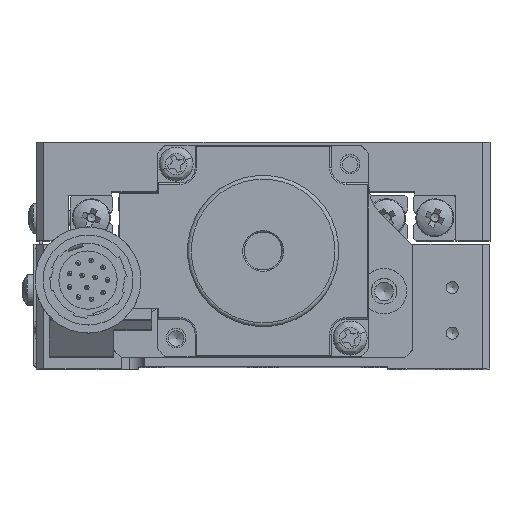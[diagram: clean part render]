
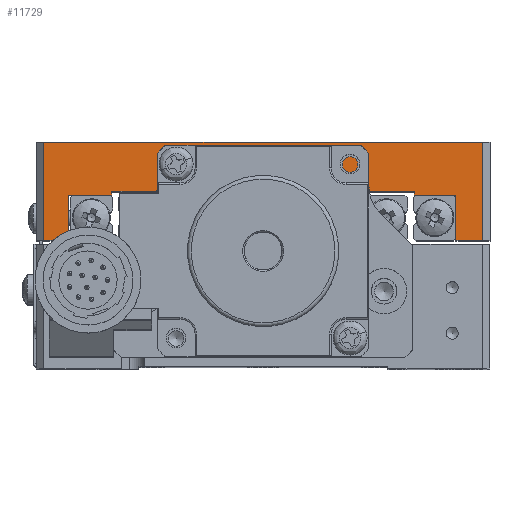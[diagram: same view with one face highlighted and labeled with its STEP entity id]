
A CAD part, top view. The second image highlights one B-rep face of the part: STEP entity #11729.
In plain terms, the highlighted planar face has unit normal (0, 0, 1).
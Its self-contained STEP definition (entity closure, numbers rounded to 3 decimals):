
#17 = DIRECTION ( 'NONE',  ( 0., -1., 0. ) ) ;
#23 = EDGE_CURVE ( 'NONE', #30284, #37971, #17392, .T. ) ;
#289 = CARTESIAN_POINT ( 'NONE',  ( 10., -6.5, 70. ) ) ;
#384 = DIRECTION ( 'NONE',  ( -1., 0., 0. ) ) ;
#405 = VERTEX_POINT ( 'NONE', #8823 ) ;
#510 = VERTEX_POINT ( 'NONE', #9225 ) ;
#569 = LINE ( 'NONE', #15446, #17813 ) ;
#667 = ORIENTED_EDGE ( 'NONE', *, *, #16817, .F. ) ;
#1439 = ORIENTED_EDGE ( 'NONE', *, *, #32663, .T. ) ;
#1578 = CARTESIAN_POINT ( 'NONE',  ( 50., -7., 70. ) ) ;
#2044 = ORIENTED_EDGE ( 'NONE', *, *, #23, .F. ) ;
#2480 = CARTESIAN_POINT ( 'NONE',  ( 59., -13., 70. ) ) ;
#2497 = CARTESIAN_POINT ( 'NONE',  ( 1., 0., 70. ) ) ;
#2511 = DIRECTION ( 'NONE',  ( 1., 0., 0. ) ) ;
#2547 = DIRECTION ( 'NONE',  ( 0., -1., 0. ) ) ;
#2558 = LINE ( 'NONE', #20369, #32380 ) ;
#2686 = VECTOR ( 'NONE', #11000, 1000. ) ;
#2903 = VECTOR ( 'NONE', #2511, 1000. ) ;
#3185 = VERTEX_POINT ( 'NONE', #11857 ) ;
#3333 = VERTEX_POINT ( 'NONE', #5653 ) ;
#3494 = CARTESIAN_POINT ( 'NONE',  ( 10., -6.5, 70. ) ) ;
#4054 = DIRECTION ( 'NONE',  ( -1., 0., 0. ) ) ;
#4654 = CARTESIAN_POINT ( 'NONE',  ( 55.5, -13., 70. ) ) ;
#5362 = VERTEX_POINT ( 'NONE', #25912 ) ;
#5630 = DIRECTION ( 'NONE',  ( 0., -1., 0. ) ) ;
#5653 = CARTESIAN_POINT ( 'NONE',  ( 59., 0., 70. ) ) ;
#5679 = DIRECTION ( 'NONE',  ( -1., 0., 0. ) ) ;
#5742 = LINE ( 'NONE', #13880, #2686 ) ;
#6319 = VERTEX_POINT ( 'NONE', #14588 ) ;
#6328 = DIRECTION ( 'NONE',  ( 0., 1., 0. ) ) ;
#6345 = CARTESIAN_POINT ( 'NONE',  ( 4.5, -13., 70. ) ) ;
#6593 = CARTESIAN_POINT ( 'NONE',  ( 18., -5.5, 70. ) ) ;
#7033 = ORIENTED_EDGE ( 'NONE', *, *, #15417, .T. ) ;
#7852 = VECTOR ( 'NONE', #31870, 1000. ) ;
#8740 = DIRECTION ( 'NONE',  ( 0., 0., -1. ) ) ;
#8763 = VERTEX_POINT ( 'NONE', #6593 ) ;
#8785 = LINE ( 'NONE', #289, #15919 ) ;
#8823 = CARTESIAN_POINT ( 'NONE',  ( 10., -6.5, 70. ) ) ;
#9184 = ORIENTED_EDGE ( 'NONE', *, *, #19904, .F. ) ;
#9225 = CARTESIAN_POINT ( 'NONE',  ( 4.3, -7., 70. ) ) ;
#9310 = ORIENTED_EDGE ( 'NONE', *, *, #29794, .F. ) ;
#9580 = ORIENTED_EDGE ( 'NONE', *, *, #30081, .F. ) ;
#9657 = LINE ( 'NONE', #6345, #19456 ) ;
#9886 = ORIENTED_EDGE ( 'NONE', *, *, #32519, .T. ) ;
#9890 = CARTESIAN_POINT ( 'NONE',  ( 18., -5.25, 70. ) ) ;
#10258 = EDGE_CURVE ( 'NONE', #3185, #8763, #35993, .T. ) ;
#10365 = VECTOR ( 'NONE', #25148, 1000. ) ;
#10824 = CARTESIAN_POINT ( 'NONE',  ( 55.5, -7., 70. ) ) ;
#11000 = DIRECTION ( 'NONE',  ( 1., 0., 0. ) ) ;
#11025 = ORIENTED_EDGE ( 'NONE', *, *, #36368, .T. ) ;
#11559 = LINE ( 'NONE', #23731, #24857 ) ;
#11729 = ADVANCED_FACE ( 'NONE', ( #35249 ), #37949, .F. ) ;
#11857 = CARTESIAN_POINT ( 'NONE',  ( 17., -6.5, 70. ) ) ;
#12573 = ORIENTED_EDGE ( 'NONE', *, *, #32446, .T. ) ;
#12860 = EDGE_CURVE ( 'NONE', #29808, #17569, #11559, .T. ) ;
#12960 = CARTESIAN_POINT ( 'NONE',  ( 42., -5.5, 70. ) ) ;
#13210 = VECTOR ( 'NONE', #35833, 1000. ) ;
#13880 = CARTESIAN_POINT ( 'NONE',  ( 55.5, -7., 70. ) ) ;
#14341 = DIRECTION ( 'NONE',  ( -1., 0., 0. ) ) ;
#14588 = CARTESIAN_POINT ( 'NONE',  ( 55.5, -7., 70. ) ) ;
#15057 = CARTESIAN_POINT ( 'NONE',  ( 42., -5.25, 70. ) ) ;
#15417 = EDGE_CURVE ( 'NONE', #17101, #6319, #5742, .T. ) ;
#15446 = CARTESIAN_POINT ( 'NONE',  ( 59., 0., 70. ) ) ;
#15919 = VECTOR ( 'NONE', #5679, 1000. ) ;
#16430 = CARTESIAN_POINT ( 'NONE',  ( 18., -5.25, 70. ) ) ;
#16646 = CARTESIAN_POINT ( 'NONE',  ( 43., -6.5, 70. ) ) ;
#16757 = LINE ( 'NONE', #31286, #7852 ) ;
#16817 = EDGE_CURVE ( 'NONE', #3185, #405, #8785, .T. ) ;
#17101 = VERTEX_POINT ( 'NONE', #25779 ) ;
#17392 = LINE ( 'NONE', #26867, #21549 ) ;
#17551 = DIRECTION ( 'NONE',  ( 0.707, -0.707, 0. ) ) ;
#17569 = VERTEX_POINT ( 'NONE', #16646 ) ;
#17813 = VECTOR ( 'NONE', #6328, 1000. ) ;
#18047 = CARTESIAN_POINT ( 'NONE',  ( 1., -13., 70. ) ) ;
#18069 = VERTEX_POINT ( 'NONE', #24084 ) ;
#18187 = LINE ( 'NONE', #3494, #30160 ) ;
#18225 = VECTOR ( 'NONE', #18366, 1000. ) ;
#18366 = DIRECTION ( 'NONE',  ( 1., 0., 0. ) ) ;
#18823 = ORIENTED_EDGE ( 'NONE', *, *, #33657, .T. ) ;
#19456 = VECTOR ( 'NONE', #27253, 1000. ) ;
#19563 = VECTOR ( 'NONE', #2547, 1000. ) ;
#19760 = LINE ( 'NONE', #1578, #27535 ) ;
#19826 = LINE ( 'NONE', #31619, #31217 ) ;
#19904 = EDGE_CURVE ( 'NONE', #510, #18069, #34657, .T. ) ;
#19968 = CARTESIAN_POINT ( 'NONE',  ( 0., 0., 70. ) ) ;
#20369 = CARTESIAN_POINT ( 'NONE',  ( 10., -7., 70. ) ) ;
#20512 = EDGE_CURVE ( 'NONE', #30284, #29808, #32491, .T. ) ;
#21549 = VECTOR ( 'NONE', #384, 1000. ) ;
#21877 = ORIENTED_EDGE ( 'NONE', *, *, #34836, .F. ) ;
#22702 = VERTEX_POINT ( 'NONE', #29502 ) ;
#22909 = DIRECTION ( 'NONE',  ( 0., -1., 0. ) ) ;
#22932 = EDGE_CURVE ( 'NONE', #405, #5362, #2558, .T. ) ;
#22977 = LINE ( 'NONE', #16430, #10365 ) ;
#23731 = CARTESIAN_POINT ( 'NONE',  ( 42., -5.5, 70. ) ) ;
#24084 = CARTESIAN_POINT ( 'NONE',  ( 4.3, -13., 70. ) ) ;
#24857 = VECTOR ( 'NONE', #17551, 1000. ) ;
#25148 = DIRECTION ( 'NONE',  ( 0., -1., 0. ) ) ;
#25779 = CARTESIAN_POINT ( 'NONE',  ( 50., -7., 70. ) ) ;
#25912 = CARTESIAN_POINT ( 'NONE',  ( 10., -7., 70. ) ) ;
#26083 = VERTEX_POINT ( 'NONE', #18047 ) ;
#26867 = CARTESIAN_POINT ( 'NONE',  ( 42., -5.25, 70. ) ) ;
#26868 = DIRECTION ( 'NONE',  ( 0., -1., 0. ) ) ;
#27011 = ORIENTED_EDGE ( 'NONE', *, *, #12860, .T. ) ;
#27223 = ORIENTED_EDGE ( 'NONE', *, *, #28891, .T. ) ;
#27253 = DIRECTION ( 'NONE',  ( 1., 0., 0. ) ) ;
#27330 = VERTEX_POINT ( 'NONE', #4654 ) ;
#27535 = VECTOR ( 'NONE', #34052, 1000. ) ;
#27793 = ORIENTED_EDGE ( 'NONE', *, *, #36733, .T. ) ;
#28721 = VERTEX_POINT ( 'NONE', #2497 ) ;
#28891 = EDGE_CURVE ( 'NONE', #34040, #3333, #569, .T. ) ;
#29038 = EDGE_LOOP ( 'NONE', ( #33418, #27011, #9310, #21877, #7033, #1439, #9886, #27223, #27793, #18823, #12573, #9184, #11025, #31047, #667, #35139, #9580, #2044 ) ) ;
#29053 = CARTESIAN_POINT ( 'NONE',  ( 4.3, -7., 70. ) ) ;
#29502 = CARTESIAN_POINT ( 'NONE',  ( 50., -6.5, 70. ) ) ;
#29794 = EDGE_CURVE ( 'NONE', #22702, #17569, #18187, .T. ) ;
#29808 = VERTEX_POINT ( 'NONE', #12960 ) ;
#30081 = EDGE_CURVE ( 'NONE', #37971, #8763, #22977, .T. ) ;
#30160 = VECTOR ( 'NONE', #4054, 1000. ) ;
#30284 = VERTEX_POINT ( 'NONE', #32111 ) ;
#31047 = ORIENTED_EDGE ( 'NONE', *, *, #22932, .F. ) ;
#31217 = VECTOR ( 'NONE', #22909, 1000. ) ;
#31286 = CARTESIAN_POINT ( 'NONE',  ( 0., 0., 70. ) ) ;
#31619 = CARTESIAN_POINT ( 'NONE',  ( 55.5, -13., 70. ) ) ;
#31751 = AXIS2_PLACEMENT_3D ( 'NONE', #19968, #8740, #14341 ) ;
#31870 = DIRECTION ( 'NONE',  ( -1., 0., 0. ) ) ;
#32111 = CARTESIAN_POINT ( 'NONE',  ( 42., -5.25, 70. ) ) ;
#32380 = VECTOR ( 'NONE', #5630, 1000. ) ;
#32446 = EDGE_CURVE ( 'NONE', #26083, #18069, #9657, .T. ) ;
#32491 = LINE ( 'NONE', #15057, #35037 ) ;
#32519 = EDGE_CURVE ( 'NONE', #27330, #34040, #33440, .T. ) ;
#32663 = EDGE_CURVE ( 'NONE', #6319, #27330, #19826, .T. ) ;
#33418 = ORIENTED_EDGE ( 'NONE', *, *, #20512, .T. ) ;
#33440 = LINE ( 'NONE', #36516, #18225 ) ;
#33657 = EDGE_CURVE ( 'NONE', #28721, #26083, #35211, .T. ) ;
#33665 = CARTESIAN_POINT ( 'NONE',  ( 18., -5.5, 70. ) ) ;
#34040 = VERTEX_POINT ( 'NONE', #2480 ) ;
#34052 = DIRECTION ( 'NONE',  ( 0., 1., 0. ) ) ;
#34615 = LINE ( 'NONE', #10824, #2903 ) ;
#34657 = LINE ( 'NONE', #29053, #19563 ) ;
#34836 = EDGE_CURVE ( 'NONE', #17101, #22702, #19760, .T. ) ;
#35037 = VECTOR ( 'NONE', #26868, 1000. ) ;
#35139 = ORIENTED_EDGE ( 'NONE', *, *, #10258, .T. ) ;
#35211 = LINE ( 'NONE', #35593, #36746 ) ;
#35249 = FACE_OUTER_BOUND ( 'NONE', #29038, .T. ) ;
#35593 = CARTESIAN_POINT ( 'NONE',  ( 1., 0., 70. ) ) ;
#35833 = DIRECTION ( 'NONE',  ( 0.707, 0.707, 0. ) ) ;
#35993 = LINE ( 'NONE', #33665, #13210 ) ;
#36368 = EDGE_CURVE ( 'NONE', #510, #5362, #34615, .T. ) ;
#36516 = CARTESIAN_POINT ( 'NONE',  ( 60., -13., 70. ) ) ;
#36733 = EDGE_CURVE ( 'NONE', #3333, #28721, #16757, .T. ) ;
#36746 = VECTOR ( 'NONE', #17, 1000. ) ;
#37949 = PLANE ( 'NONE',  #31751 ) ;
#37971 = VERTEX_POINT ( 'NONE', #9890 ) ;
